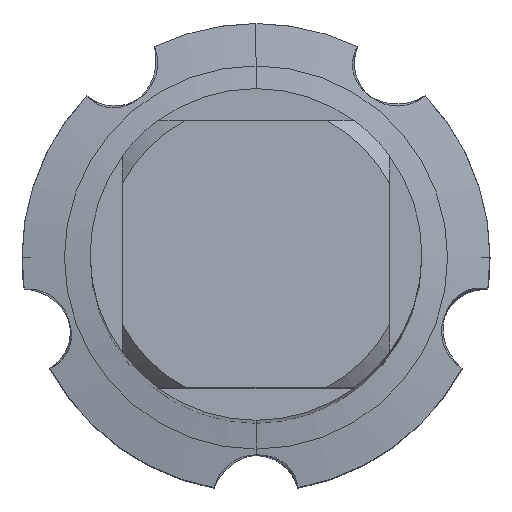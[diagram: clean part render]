
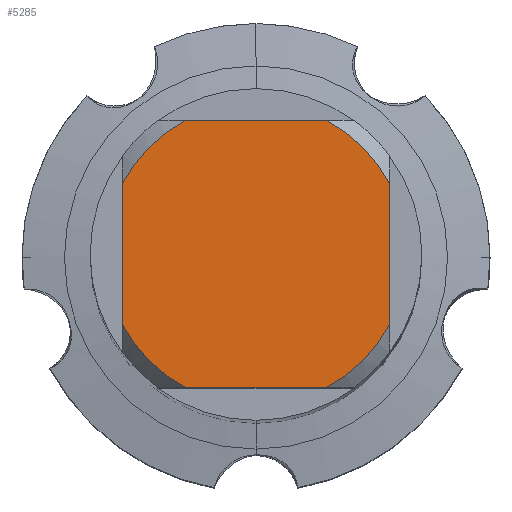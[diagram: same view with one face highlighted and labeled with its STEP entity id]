
A CAD part, top view. The second image highlights one B-rep face of the part: STEP entity #5285.
In plain terms, the highlighted planar face has unit normal (0, 0, 1).
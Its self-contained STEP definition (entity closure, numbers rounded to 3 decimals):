
#2845=EDGE_CURVE('',#4099,#4211,#7613,.T.);
#2891=VERTEX_POINT('',#7660);
#3163=EDGE_CURVE('',#5345,#4211,#7952,.T.);
#3165=VERTEX_POINT('',#7954);
#3679=EDGE_CURVE('',#2891,#4577,#8522,.T.);
#3883=EDGE_CURVE('',#6217,#3165,#8745,.T.);
#4099=VERTEX_POINT('',#8979);
#4211=VERTEX_POINT('',#9097);
#4543=EDGE_CURVE('',#5345,#3165,#9454,.T.);
#4577=VERTEX_POINT('',#9490);
#5031=EDGE_CURVE('',#6217,#6143,#9981,.T.);
#5285=ADVANCED_FACE('',(#10261),#10262,.T.);
#5345=VERTEX_POINT('',#10329);
#6143=VERTEX_POINT('',#11194);
#6217=VERTEX_POINT('',#11275);
#6583=EDGE_CURVE('',#4099,#4577,#11673,.T.);
#7083=EDGE_CURVE('',#2891,#6143,#12221,.T.);
#7613=LINE('',#14254,#14255);
#7660=CARTESIAN_POINT('',(3.831,7.25,0.0));
#7952=CIRCLE('',#15496,8.2);
#7954=CARTESIAN_POINT('',(3.831,-7.25,0.0));
#8522=LINE('',#17312,#17313);
#8745=CIRCLE('',#18297,8.2);
#8979=CARTESIAN_POINT('',(-7.25,3.831,0.0));
#9097=CARTESIAN_POINT('',(-7.25,-3.831,0.0));
#9454=LINE('',#21847,#21848);
#9490=CARTESIAN_POINT('',(-3.831,7.25,0.0));
#9981=LINE('',#23655,#23656);
#10261=FACE_OUTER_BOUND('',#24634,.T.);
#10262=PLANE('',#24635);
#10329=CARTESIAN_POINT('',(-3.831,-7.25,0.0));
#11194=CARTESIAN_POINT('',(7.25,3.831,0.0));
#11275=CARTESIAN_POINT('',(7.25,-3.831,0.0));
#11673=CIRCLE('',#29990,8.2);
#12221=CIRCLE('',#32228,8.2);
#14254=CARTESIAN_POINT('',(-7.25,2.05,0.0));
#14255=VECTOR('',#32754,1.0);
#15496=AXIS2_PLACEMENT_3D('',#33183,#33184,#33185);
#17312=CARTESIAN_POINT('',(0.0,7.25,0.0));
#17313=VECTOR('',#33932,1.0);
#18297=AXIS2_PLACEMENT_3D('',#34164,#34165,#34166);
#21847=CARTESIAN_POINT('',(0.0,-7.25,0.0));
#21848=VECTOR('',#34833,1.0);
#23655=CARTESIAN_POINT('',(7.25,2.05,0.0));
#23656=VECTOR('',#35473,1.0);
#24634=EDGE_LOOP('',(#35790,#35791,#35792,#35793,#35794,#35795,#35796,#35797));
#24635=AXIS2_PLACEMENT_3D('',#35798,#35799,#35800);
#29990=AXIS2_PLACEMENT_3D('',#37356,#37357,#37358);
#32228=AXIS2_PLACEMENT_3D('',#38078,#38079,#38080);
#32754=DIRECTION('',(-0.0,-1.0,0.0));
#33183=CARTESIAN_POINT('',(0.0,0.0,0.0));
#33184=DIRECTION('',(0.0,0.0,-1.0));
#33185=DIRECTION('',(0.0,1.0,0.0));
#33932=DIRECTION('',(-1.0,0.0,0.0));
#34164=CARTESIAN_POINT('',(0.0,0.0,0.0));
#34165=DIRECTION('',(0.0,0.0,-1.0));
#34166=DIRECTION('',(0.0,1.0,0.0));
#34833=DIRECTION('',(1.0,0.0,0.0));
#35473=DIRECTION('',(-0.0,1.0,0.0));
#35790=ORIENTED_EDGE('',*,*,#2845,.T.);
#35791=ORIENTED_EDGE('',*,*,#3163,.F.);
#35792=ORIENTED_EDGE('',*,*,#4543,.T.);
#35793=ORIENTED_EDGE('',*,*,#3883,.F.);
#35794=ORIENTED_EDGE('',*,*,#5031,.T.);
#35795=ORIENTED_EDGE('',*,*,#7083,.F.);
#35796=ORIENTED_EDGE('',*,*,#3679,.T.);
#35797=ORIENTED_EDGE('',*,*,#6583,.F.);
#35798=CARTESIAN_POINT('',(0.0,4.1,0.0));
#35799=DIRECTION('',(-0.0,0.0,1.0));
#35800=DIRECTION('',(0.0,-1.0,0.0));
#37356=CARTESIAN_POINT('',(0.0,0.0,0.0));
#37357=DIRECTION('',(0.0,0.0,-1.0));
#37358=DIRECTION('',(0.0,1.0,0.0));
#38078=CARTESIAN_POINT('',(0.0,0.0,0.0));
#38079=DIRECTION('',(0.0,0.0,-1.0));
#38080=DIRECTION('',(0.0,1.0,0.0));
